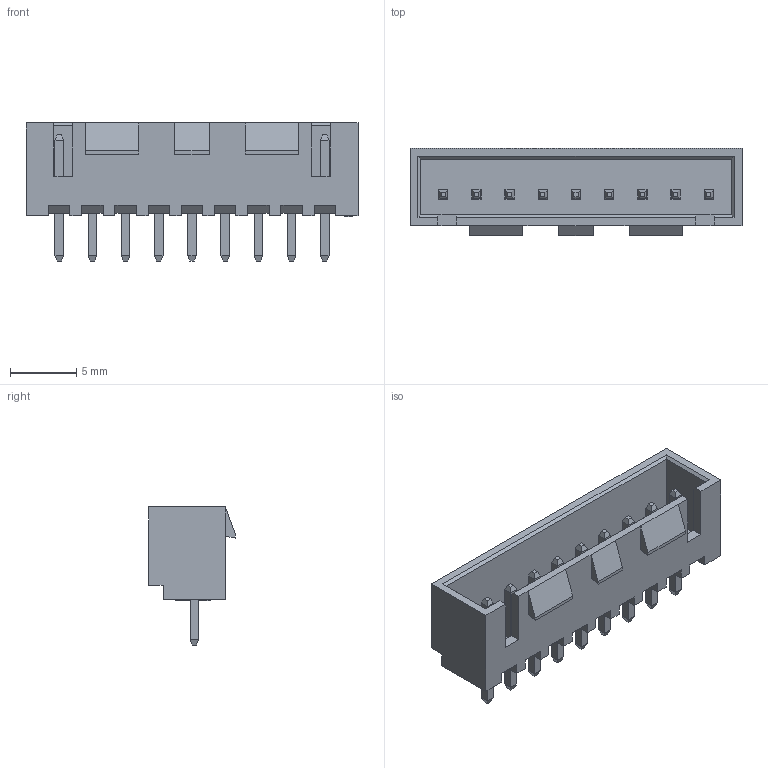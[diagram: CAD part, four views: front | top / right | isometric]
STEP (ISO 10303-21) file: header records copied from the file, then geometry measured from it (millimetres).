
FILE_DESCRIPTION (( 'STEP AP214' ), '1' );
FILE_NAME ('P1^3D_PCB1_2024-03-21(2)_3D_PCB1_2024-03-21.STEP', '2024-03-21T09:29:15', ( '' ), ( '' ), 'SwSTEP 2.0', 'SolidWorks 2022', '' );
FILE_SCHEMA (( 'AUTOMOTIVE_DESIGN' ));
Length unit declared in the file: millimetre
Products named in the file (3): COMPOUND^CONN-TH_9P-P2.50_XHB-9_P1_3D_PCB1_2024-03-21(2)_3D_PCB1_2024-03-21; CONN-TH_9P-P2.50_XHB-9^P1_3D_PCB1_2024-03-21(2)_3D_PCB1_2024-03-21; P1^3D_PCB1_2024-03-21(2)_3D_PCB1_2024-03-21
Assembly tree (2 placements, depth 3):
  P1^3D_PCB1_2024-03-21(2)_3D_PCB1_2024-03-21
    CONN-TH_9P-P2.50_XHB-9^P1_3D_PCB1_2024-03-21(2)_3D_PCB1_2024-03-21
      COMPOUND^CONN-TH_9P-P2.50_XHB-9_P1_3D_PCB1_2024-03-21(2)_3D_PCB1_2024-03-21
Bounding box: 25 x 6.55 x 10.4 mm (x, y, z)
Volume: 445.2 mm3; surface area: 1279 mm2
Topology: 10 solids, 10 shells, 359 faces, 914 edges, 582 vertices
Faces by surface type: plane 359
Entity records: 10701 total; most frequent: CARTESIAN_POINT 1861, ORIENTED_EDGE 1828, DIRECTION 1644, LINE 914, VECTOR 914, EDGE_CURVE 914, VERTEX_POINT 582, EDGE_LOOP 384
